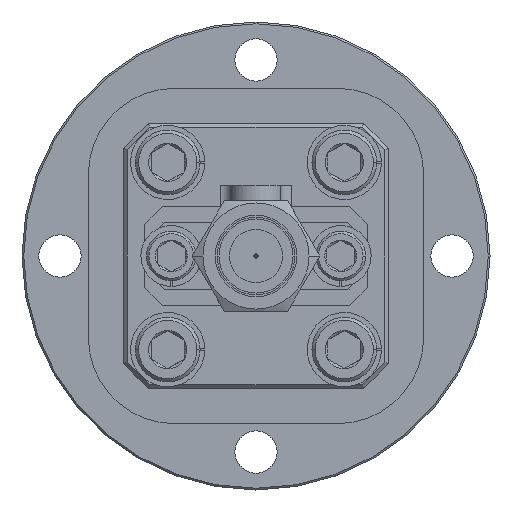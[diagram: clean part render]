
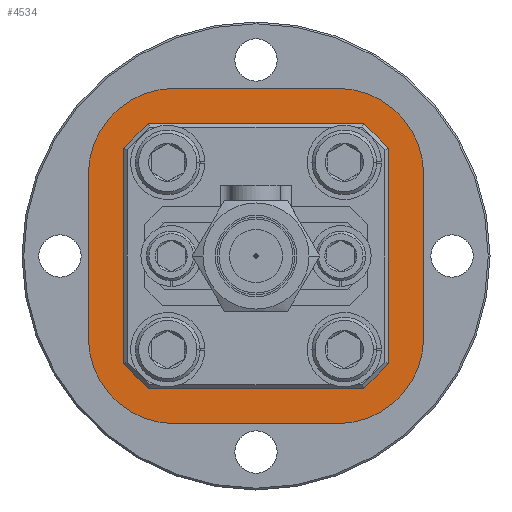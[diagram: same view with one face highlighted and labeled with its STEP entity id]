
A CAD part, front view. The second image highlights one B-rep face of the part: STEP entity #4534.
In plain terms, the highlighted planar face has unit normal (0, -1, 0).
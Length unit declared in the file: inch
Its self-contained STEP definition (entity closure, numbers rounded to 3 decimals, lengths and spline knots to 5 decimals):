
#96 = VERTEX_POINT ( 'NONE', #19415 ) ;
#413 = EDGE_CURVE ( 'NONE', #30934, #25219, #17682, .T. ) ;
#444 = CARTESIAN_POINT ( 'NONE',  ( 0.375, 0.423, 0.229 ) ) ;
#492 = ORIENTED_EDGE ( 'NONE', *, *, #413, .T. ) ;
#599 = PLANE ( 'NONE',  #31932 ) ;
#725 = ORIENTED_EDGE ( 'NONE', *, *, #9819, .F. ) ;
#887 = LINE ( 'NONE', #10450, #4049 ) ;
#1090 = DIRECTION ( 'NONE',  ( 0., 0., -1. ) ) ;
#1789 = CARTESIAN_POINT ( 'NONE',  ( -0.475, 0.423, -0.229 ) ) ;
#2671 = CARTESIAN_POINT ( 'NONE',  ( -0.229, 0.423, -0.375 ) ) ;
#3045 = EDGE_CURVE ( 'NONE', #9742, #37317, #26086, .T. ) ;
#3233 = LINE ( 'NONE', #22757, #40487 ) ;
#3279 = DIRECTION ( 'NONE',  ( 0., 0., 1. ) ) ;
#3485 = CARTESIAN_POINT ( 'NONE',  ( 0.475, 0.423, -0.229 ) ) ;
#3643 = DIRECTION ( 'NONE',  ( 1., 0., 0. ) ) ;
#3758 = FACE_OUTER_BOUND ( 'NONE', #16226, .T. ) ;
#3874 = DIRECTION ( 'NONE',  ( 0., -1., 0. ) ) ;
#4049 = VECTOR ( 'NONE', #1090, 39.37008 ) ;
#4534 = ADVANCED_FACE ( 'NONE', ( #29432, #3758 ), #599, .F. ) ;
#5200 = ORIENTED_EDGE ( 'NONE', *, *, #20268, .T. ) ;
#5267 = CARTESIAN_POINT ( 'NONE',  ( -0.229, 0.423, -0.375 ) ) ;
#5627 = CIRCLE ( 'NONE', #7655, 0.246 ) ;
#5734 = VERTEX_POINT ( 'NONE', #1789 ) ;
#6174 = EDGE_CURVE ( 'NONE', #27441, #39089, #41647, .T. ) ;
#6344 = DIRECTION ( 'NONE',  ( 0., 0., -1. ) ) ;
#6670 = EDGE_CURVE ( 'NONE', #38746, #19059, #19042, .T. ) ;
#6782 = VERTEX_POINT ( 'NONE', #17543 ) ;
#6981 = EDGE_CURVE ( 'NONE', #39089, #23337, #26520, .T. ) ;
#7285 = CARTESIAN_POINT ( 'NONE',  ( 0.229, 0.423, -0.475 ) ) ;
#7341 = DIRECTION ( 'NONE',  ( 0., -1., 0. ) ) ;
#7586 = DIRECTION ( 'NONE',  ( 0., -1., 0. ) ) ;
#7655 = AXIS2_PLACEMENT_3D ( 'NONE', #19805, #13436, #26362 ) ;
#8047 = CARTESIAN_POINT ( 'NONE',  ( -0.229, 0.423, -0.475 ) ) ;
#8641 = CIRCLE ( 'NONE', #32364, 0.246 ) ;
#8676 = LINE ( 'NONE', #5267, #27635 ) ;
#9033 = EDGE_CURVE ( 'NONE', #29120, #30934, #5627, .T. ) ;
#9228 = DIRECTION ( 'NONE',  ( 0., -1., 0. ) ) ;
#9386 = CARTESIAN_POINT ( 'NONE',  ( 0.229, 0.423, 0.229 ) ) ;
#9722 = EDGE_CURVE ( 'NONE', #25219, #9742, #18708, .T. ) ;
#9742 = VERTEX_POINT ( 'NONE', #41445 ) ;
#9819 = EDGE_CURVE ( 'NONE', #19059, #6782, #16361, .T. ) ;
#10079 = ORIENTED_EDGE ( 'NONE', *, *, #38355, .F. ) ;
#10450 = CARTESIAN_POINT ( 'NONE',  ( -0.475, 0.423, 0.229 ) ) ;
#10891 = ORIENTED_EDGE ( 'NONE', *, *, #26941, .F. ) ;
#10974 = CARTESIAN_POINT ( 'NONE',  ( 0.229, 0.423, -0.229 ) ) ;
#11554 = DIRECTION ( 'NONE',  ( 0., 0., 1. ) ) ;
#12853 = DIRECTION ( 'NONE',  ( 0., 0., 1. ) ) ;
#12917 = CARTESIAN_POINT ( 'NONE',  ( -0.229, 0.423, -0.229 ) ) ;
#13436 = DIRECTION ( 'NONE',  ( 0., -1., 0. ) ) ;
#13839 = VECTOR ( 'NONE', #22719, 39.37008 ) ;
#13866 = CARTESIAN_POINT ( 'NONE',  ( -0.375, 0.423, -0.229 ) ) ;
#14799 = ORIENTED_EDGE ( 'NONE', *, *, #6981, .F. ) ;
#15357 = EDGE_CURVE ( 'NONE', #6782, #96, #22315, .T. ) ;
#15526 = CARTESIAN_POINT ( 'NONE',  ( 0.229, 0.423, -0.375 ) ) ;
#15932 = DIRECTION ( 'NONE',  ( 0., 0., -1. ) ) ;
#16226 = EDGE_LOOP ( 'NONE', ( #16742, #23334, #24099, #33064, #5200, #22774, #19935, #492 ) ) ;
#16361 = LINE ( 'NONE', #444, #37035 ) ;
#16742 = ORIENTED_EDGE ( 'NONE', *, *, #9722, .T. ) ;
#16824 = DIRECTION ( 'NONE',  ( 0., 0., -1. ) ) ;
#17543 = CARTESIAN_POINT ( 'NONE',  ( 0.375, 0.423, 0.229 ) ) ;
#17682 = LINE ( 'NONE', #39990, #36992 ) ;
#18132 = VECTOR ( 'NONE', #24072, 39.37008 ) ;
#18404 = ORIENTED_EDGE ( 'NONE', *, *, #6670, .F. ) ;
#18704 = CARTESIAN_POINT ( 'NONE',  ( -0.375, 0.423, 0.229 ) ) ;
#18708 = CIRCLE ( 'NONE', #29543, 0.246 ) ;
#18780 = CARTESIAN_POINT ( 'NONE',  ( 0.475, 0.423, 0.229 ) ) ;
#18876 = DIRECTION ( 'NONE',  ( 0., -1., 0. ) ) ;
#19042 = CIRCLE ( 'NONE', #29178, 0.146 ) ;
#19059 = VERTEX_POINT ( 'NONE', #34159 ) ;
#19066 = CARTESIAN_POINT ( 'NONE',  ( 0.229, 0.423, 0.229 ) ) ;
#19085 = DIRECTION ( 'NONE',  ( 0., 0., 1. ) ) ;
#19410 = CARTESIAN_POINT ( 'NONE',  ( -0.229, 0.423, 0.229 ) ) ;
#19415 = CARTESIAN_POINT ( 'NONE',  ( 0.229, 0.423, 0.375 ) ) ;
#19805 = CARTESIAN_POINT ( 'NONE',  ( 0.229, 0.423, -0.229 ) ) ;
#19935 = ORIENTED_EDGE ( 'NONE', *, *, #9033, .T. ) ;
#20268 = EDGE_CURVE ( 'NONE', #5734, #33067, #8641, .T. ) ;
#20278 = CARTESIAN_POINT ( 'NONE',  ( -0.229, 0.423, 0.475 ) ) ;
#20413 = ORIENTED_EDGE ( 'NONE', *, *, #6174, .F. ) ;
#21104 = CARTESIAN_POINT ( 'NONE',  ( -0.229, 0.423, 0.375 ) ) ;
#21616 = DIRECTION ( 'NONE',  ( 1., 0., 0. ) ) ;
#22315 = CIRCLE ( 'NONE', #27686, 0.146 ) ;
#22332 = DIRECTION ( 'NONE',  ( 0., -1., 0. ) ) ;
#22719 = DIRECTION ( 'NONE',  ( -1., 0., 0. ) ) ;
#22733 = DIRECTION ( 'NONE',  ( 0., 0., -1. ) ) ;
#22757 = CARTESIAN_POINT ( 'NONE',  ( -0.229, 0.423, -0.475 ) ) ;
#22774 = ORIENTED_EDGE ( 'NONE', *, *, #25770, .T. ) ;
#23334 = ORIENTED_EDGE ( 'NONE', *, *, #3045, .T. ) ;
#23337 = VERTEX_POINT ( 'NONE', #2671 ) ;
#24072 = DIRECTION ( 'NONE',  ( -1., 0., 0. ) ) ;
#24099 = ORIENTED_EDGE ( 'NONE', *, *, #25416, .T. ) ;
#25219 = VERTEX_POINT ( 'NONE', #18780 ) ;
#25416 = EDGE_CURVE ( 'NONE', #37317, #36795, #33642, .T. ) ;
#25770 = EDGE_CURVE ( 'NONE', #33067, #29120, #3233, .T. ) ;
#26041 = CARTESIAN_POINT ( 'NONE',  ( -0.375, 0.423, 0.229 ) ) ;
#26086 = LINE ( 'NONE', #35249, #13839 ) ;
#26362 = DIRECTION ( 'NONE',  ( 0., 0., 1. ) ) ;
#26520 = CIRCLE ( 'NONE', #31952, 0.146 ) ;
#26941 = EDGE_CURVE ( 'NONE', #23337, #38746, #8676, .T. ) ;
#27441 = VERTEX_POINT ( 'NONE', #26041 ) ;
#27635 = VECTOR ( 'NONE', #21616, 39.37008 ) ;
#27686 = AXIS2_PLACEMENT_3D ( 'NONE', #32945, #3874, #16824 ) ;
#28563 = EDGE_LOOP ( 'NONE', ( #40245, #725, #18404, #10891, #14799, #20413, #10079, #35803 ) ) ;
#28794 = CARTESIAN_POINT ( 'NONE',  ( -0.475, 0.423, 0.229 ) ) ;
#28916 = AXIS2_PLACEMENT_3D ( 'NONE', #19410, #32350, #3279 ) ;
#29120 = VERTEX_POINT ( 'NONE', #7285 ) ;
#29178 = AXIS2_PLACEMENT_3D ( 'NONE', #10974, #7586, #40061 ) ;
#29432 = FACE_BOUND ( 'NONE', #28563, .T. ) ;
#29543 = AXIS2_PLACEMENT_3D ( 'NONE', #9386, #22332, #22733 ) ;
#30934 = VERTEX_POINT ( 'NONE', #3485 ) ;
#31362 = EDGE_CURVE ( 'NONE', #36795, #5734, #887, .T. ) ;
#31930 = VECTOR ( 'NONE', #15932, 39.37008 ) ;
#31932 = AXIS2_PLACEMENT_3D ( 'NONE', #19066, #39232, #6344 ) ;
#31952 = AXIS2_PLACEMENT_3D ( 'NONE', #32797, #7341, #12853 ) ;
#32350 = DIRECTION ( 'NONE',  ( 0., -1., 0. ) ) ;
#32364 = AXIS2_PLACEMENT_3D ( 'NONE', #12917, #18876, #19085 ) ;
#32797 = CARTESIAN_POINT ( 'NONE',  ( -0.229, 0.423, -0.229 ) ) ;
#32945 = CARTESIAN_POINT ( 'NONE',  ( 0.229, 0.423, 0.229 ) ) ;
#33064 = ORIENTED_EDGE ( 'NONE', *, *, #31362, .T. ) ;
#33067 = VERTEX_POINT ( 'NONE', #8047 ) ;
#33593 = DIRECTION ( 'NONE',  ( 0., 0., 1. ) ) ;
#33642 = CIRCLE ( 'NONE', #28916, 0.246 ) ;
#34159 = CARTESIAN_POINT ( 'NONE',  ( 0.375, 0.423, -0.229 ) ) ;
#35249 = CARTESIAN_POINT ( 'NONE',  ( -0.229, 0.423, 0.475 ) ) ;
#35803 = ORIENTED_EDGE ( 'NONE', *, *, #41555, .F. ) ;
#36795 = VERTEX_POINT ( 'NONE', #28794 ) ;
#36992 = VECTOR ( 'NONE', #33593, 39.37008 ) ;
#37035 = VECTOR ( 'NONE', #39289, 39.37008 ) ;
#37317 = VERTEX_POINT ( 'NONE', #20278 ) ;
#37615 = AXIS2_PLACEMENT_3D ( 'NONE', #38303, #9228, #11554 ) ;
#38303 = CARTESIAN_POINT ( 'NONE',  ( -0.229, 0.423, 0.229 ) ) ;
#38355 = EDGE_CURVE ( 'NONE', #39335, #27441, #38402, .T. ) ;
#38402 = CIRCLE ( 'NONE', #37615, 0.146 ) ;
#38746 = VERTEX_POINT ( 'NONE', #15526 ) ;
#39089 = VERTEX_POINT ( 'NONE', #13866 ) ;
#39101 = CARTESIAN_POINT ( 'NONE',  ( -0.229, 0.423, 0.375 ) ) ;
#39232 = DIRECTION ( 'NONE',  ( 0., 1., 0. ) ) ;
#39289 = DIRECTION ( 'NONE',  ( 0., 0., 1. ) ) ;
#39335 = VERTEX_POINT ( 'NONE', #39101 ) ;
#39990 = CARTESIAN_POINT ( 'NONE',  ( 0.475, 0.423, 0.229 ) ) ;
#40004 = LINE ( 'NONE', #21104, #18132 ) ;
#40061 = DIRECTION ( 'NONE',  ( 0., 0., 1. ) ) ;
#40245 = ORIENTED_EDGE ( 'NONE', *, *, #15357, .F. ) ;
#40487 = VECTOR ( 'NONE', #3643, 39.37008 ) ;
#41445 = CARTESIAN_POINT ( 'NONE',  ( 0.229, 0.423, 0.475 ) ) ;
#41555 = EDGE_CURVE ( 'NONE', #96, #39335, #40004, .T. ) ;
#41647 = LINE ( 'NONE', #18704, #31930 ) ;
